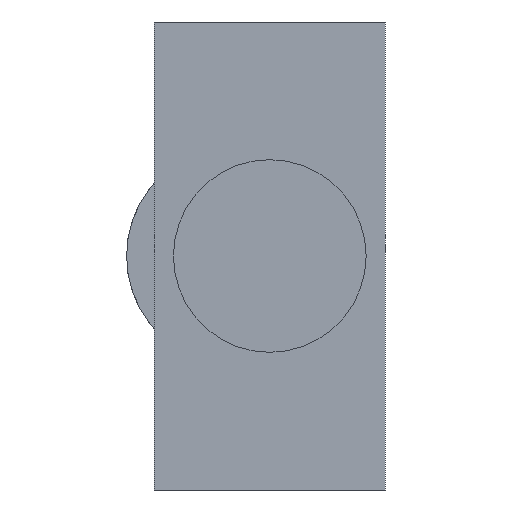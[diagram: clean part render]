
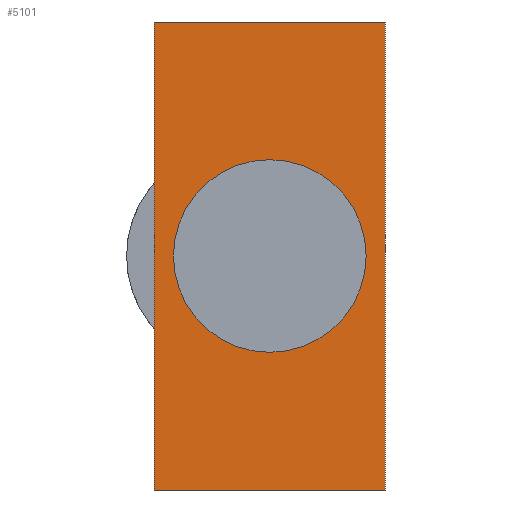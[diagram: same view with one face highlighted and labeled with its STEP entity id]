
A CAD part, left-side view. The second image highlights one B-rep face of the part: STEP entity #5101.
In plain terms, the highlighted planar face has unit normal (-1, 0, 0).
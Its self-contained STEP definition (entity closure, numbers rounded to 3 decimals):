
#17=DIRECTION('',(0.,-1.,0.));
#18=VECTOR('',#17,8.4);
#19=CARTESIAN_POINT('',(0.,8.4,0.));
#20=LINE('',#19,#18);
#667=DIRECTION('',(0.,0.,1.));
#668=VECTOR('',#667,17.);
#669=CARTESIAN_POINT('',(0.,8.4,-17.));
#670=LINE('',#669,#668);
#711=DIRECTION('',(0.,-1.,0.));
#712=VECTOR('',#711,8.4);
#713=CARTESIAN_POINT('',(0.,8.4,-17.));
#714=LINE('',#713,#712);
#715=DIRECTION('',(0.,0.,1.));
#716=VECTOR('',#715,17.);
#717=CARTESIAN_POINT('',(0.,0.,-17.));
#718=LINE('',#717,#716);
#719=CARTESIAN_POINT('',(0.,4.2,-8.5));
#720=DIRECTION('',(-1.,0.,0.));
#721=DIRECTION('',(0.,0.,1.));
#722=AXIS2_PLACEMENT_3D('',#719,#720,#721);
#724=CARTESIAN_POINT('',(0.,4.2,-8.5));
#725=DIRECTION('',(-1.,0.,0.));
#726=DIRECTION('',(0.,0.,-1.));
#727=AXIS2_PLACEMENT_3D('',#724,#725,#726);
#3445=CARTESIAN_POINT('',(0.,0.,-17.));
#3446=VERTEX_POINT('',#3445);
#3447=CARTESIAN_POINT('',(0.,8.4,-17.));
#3448=VERTEX_POINT('',#3447);
#3465=CARTESIAN_POINT('',(0.,0.,0.));
#3466=VERTEX_POINT('',#3465);
#3469=CARTESIAN_POINT('',(0.,8.4,0.));
#3470=VERTEX_POINT('',#3469);
#4523=CARTESIAN_POINT('',(0.,4.2,-5.));
#4524=CARTESIAN_POINT('',(0.,4.2,-12.));
#4525=VERTEX_POINT('',#4523);
#4526=VERTEX_POINT('',#4524);
#5083=CARTESIAN_POINT('',(0.,4.2,-8.5));
#5084=DIRECTION('',(1.,0.,0.));
#5085=DIRECTION('',(0.,-1.,0.));
#5086=AXIS2_PLACEMENT_3D('',#5083,#5084,#5085);
#5087=PLANE('',#5086);
#5088=ORIENTED_EDGE('',*,*,#4993,.F.);
#5089=ORIENTED_EDGE('',*,*,#5054,.T.);
#5090=ORIENTED_EDGE('',*,*,#4564,.T.);
#5092=ORIENTED_EDGE('',*,*,#5091,.F.);
#5093=EDGE_LOOP('',(#5088,#5089,#5090,#5092));
#5094=FACE_OUTER_BOUND('',#5093,.F.);
#5096=ORIENTED_EDGE('',*,*,#5095,.T.);
#5098=ORIENTED_EDGE('',*,*,#5097,.T.);
#5099=EDGE_LOOP('',(#5096,#5098));
#5100=FACE_BOUND('',#5099,.F.);
#5101=ADVANCED_FACE('',(#5094,#5100),#5087,.F.);
#723=CIRCLE('',#722,3.5);
#728=CIRCLE('',#727,3.5);
#4564=EDGE_CURVE('',#3470,#3466,#20,.T.);
#4993=EDGE_CURVE('',#3448,#3446,#714,.T.);
#5054=EDGE_CURVE('',#3448,#3470,#670,.T.);
#5091=EDGE_CURVE('',#3446,#3466,#718,.T.);
#5095=EDGE_CURVE('',#4525,#4526,#723,.T.);
#5097=EDGE_CURVE('',#4526,#4525,#728,.T.);
